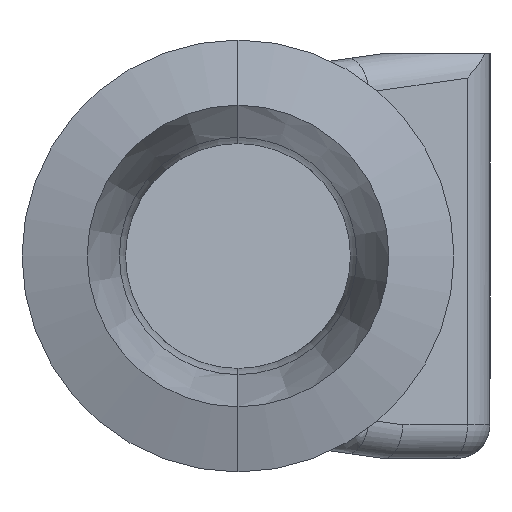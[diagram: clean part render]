
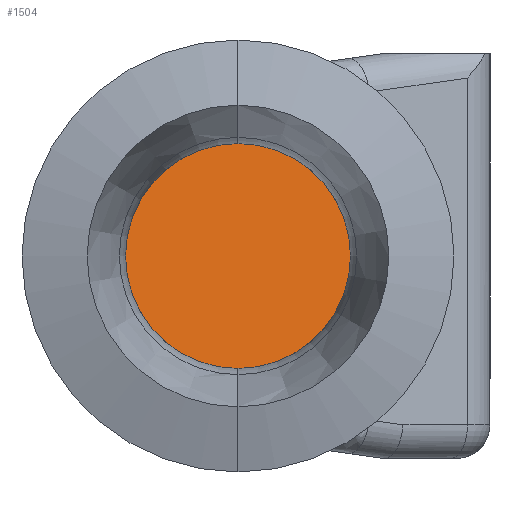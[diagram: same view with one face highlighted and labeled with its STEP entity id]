
A CAD part, left-side view. The second image highlights one B-rep face of the part: STEP entity #1504.
In plain terms, the highlighted planar face has unit normal (-0.866, -0.5, 0).
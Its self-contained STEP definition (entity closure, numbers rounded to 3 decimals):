
#173 = EDGE_CURVE ( 'NONE', #563, #1042, #652, .T. ) ;
#197 = PLANE ( 'NONE',  #951 ) ;
#266 = ORIENTED_EDGE ( 'NONE', *, *, #957, .T. ) ;
#284 =( BOUNDED_CURVE ( )  B_SPLINE_CURVE ( 3, ( #1274, #1034, #1404, #377 ),
 .UNSPECIFIED., .F., .F. ) 
 B_SPLINE_CURVE_WITH_KNOTS ( ( 4, 4 ),
 ( 4.712, 7.854 ),
 .UNSPECIFIED. ) 
 CURVE ( )  GEOMETRIC_REPRESENTATION_ITEM ( )  RATIONAL_B_SPLINE_CURVE ( ( 1., 0.333, 0.333, 1. ) ) 
 REPRESENTATION_ITEM ( '' )  );
#296 = DIRECTION ( 'NONE',  ( -0.866, -0.5, 0. ) ) ;
#377 = CARTESIAN_POINT ( 'NONE',  ( 31.365, 0., -2.5 ) ) ;
#459 = CARTESIAN_POINT ( 'NONE',  ( 34.251, -5., 2.5 ) ) ;
#555 = CARTESIAN_POINT ( 'NONE',  ( 34.598, -5.6, -16.615 ) ) ;
#563 = VERTEX_POINT ( 'NONE', #1313 ) ;
#652 =( BOUNDED_CURVE ( )  B_SPLINE_CURVE ( 3, ( #1410, #1532, #459, #801 ),
 .UNSPECIFIED., .F., .T. ) 
 B_SPLINE_CURVE_WITH_KNOTS ( ( 4, 4 ),
 ( 1.571, 4.712 ),
 .UNSPECIFIED. ) 
 CURVE ( )  GEOMETRIC_REPRESENTATION_ITEM ( )  RATIONAL_B_SPLINE_CURVE ( ( 1., 0.333, 0.333, 1. ) ) 
 REPRESENTATION_ITEM ( '' )  );
#801 = CARTESIAN_POINT ( 'NONE',  ( 31.365, 0., 2.5 ) ) ;
#885 = CARTESIAN_POINT ( 'NONE',  ( 31.365, 0., 2.5 ) ) ;
#931 = EDGE_LOOP ( 'NONE', ( #266, #1221 ) ) ;
#951 = AXIS2_PLACEMENT_3D ( 'NONE', #555, #296, #1398 ) ;
#957 = EDGE_CURVE ( 'NONE', #1042, #563, #284, .T. ) ;
#1034 = CARTESIAN_POINT ( 'NONE',  ( 28.478, 5., 2.5 ) ) ;
#1042 = VERTEX_POINT ( 'NONE', #885 ) ;
#1145 = FACE_OUTER_BOUND ( 'NONE', #931, .T. ) ;
#1221 = ORIENTED_EDGE ( 'NONE', *, *, #173, .T. ) ;
#1274 = CARTESIAN_POINT ( 'NONE',  ( 31.365, 0., 2.5 ) ) ;
#1313 = CARTESIAN_POINT ( 'NONE',  ( 31.365, 0., -2.5 ) ) ;
#1398 = DIRECTION ( 'NONE',  ( 0.5, -0.866, 0. ) ) ;
#1404 = CARTESIAN_POINT ( 'NONE',  ( 28.478, 5., -2.5 ) ) ;
#1410 = CARTESIAN_POINT ( 'NONE',  ( 31.365, 0., -2.5 ) ) ;
#1504 = ADVANCED_FACE ( 'NONE', ( #1145 ), #197, .T. ) ;
#1532 = CARTESIAN_POINT ( 'NONE',  ( 34.251, -5., -2.5 ) ) ;
